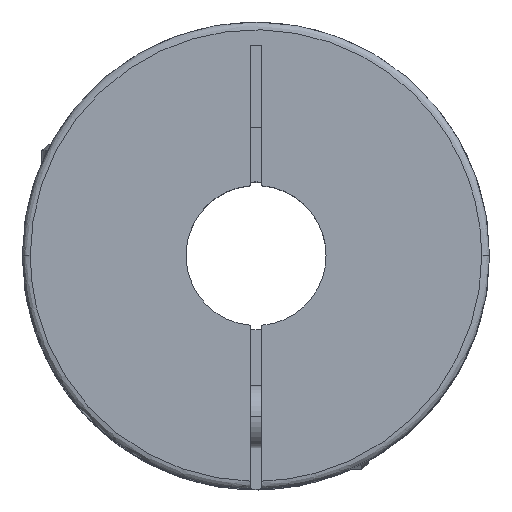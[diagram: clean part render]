
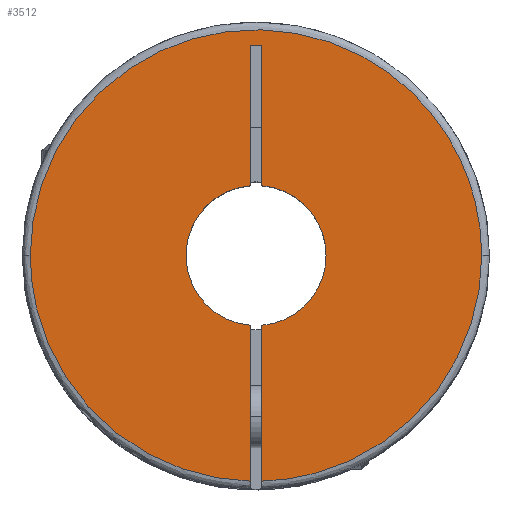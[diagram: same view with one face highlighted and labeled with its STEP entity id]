
A CAD part, top view. The second image highlights one B-rep face of the part: STEP entity #3512.
In plain terms, the highlighted planar face has unit normal (0, 0, 1).
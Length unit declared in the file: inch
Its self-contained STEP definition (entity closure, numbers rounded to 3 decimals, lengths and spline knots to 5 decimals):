
#39 = VECTOR ( 'NONE', #2870, 39.37008 ) ;
#59 = ORIENTED_EDGE ( 'NONE', *, *, #2635, .F. ) ;
#75 = VERTEX_POINT ( 'NONE', #3320 ) ;
#103 = DIRECTION ( 'NONE',  ( 1., 0., 0. ) ) ;
#186 = CARTESIAN_POINT ( 'NONE',  ( -0.02953, -0.3531, 0. ) ) ;
#196 = DIRECTION ( 'NONE',  ( 1., 0., 0. ) ) ;
#232 = AXIS2_PLACEMENT_3D ( 'NONE', #1771, #3026, #494 ) ;
#286 = CIRCLE ( 'NONE', #3500, 0.35433 ) ;
#411 = VERTEX_POINT ( 'NONE', #186 ) ;
#417 = VERTEX_POINT ( 'NONE', #3327 ) ;
#453 = CARTESIAN_POINT ( 'NONE',  ( 0.02953, 0.3531, 0. ) ) ;
#455 = LINE ( 'NONE', #3840, #568 ) ;
#485 = DIRECTION ( 'NONE',  ( 0., 0., 1. ) ) ;
#492 = PLANE ( 'NONE',  #1772 ) ;
#494 = DIRECTION ( 'NONE',  ( 1., 0., 0. ) ) ;
#497 = EDGE_LOOP ( 'NONE', ( #2350, #3108, #1848, #1531, #956, #2646, #1636, #2801, #947, #889, #59 ) ) ;
#568 = VECTOR ( 'NONE', #2904, 39.37008 ) ;
#705 = CIRCLE ( 'NONE', #2800, 0.35433 ) ;
#725 = LINE ( 'NONE', #2924, #2185 ) ;
#762 = DIRECTION ( 'NONE',  ( 0., 1., 0. ) ) ;
#889 = ORIENTED_EDGE ( 'NONE', *, *, #3582, .F. ) ;
#947 = ORIENTED_EDGE ( 'NONE', *, *, #3858, .F. ) ;
#956 = ORIENTED_EDGE ( 'NONE', *, *, #3431, .F. ) ;
#999 = CARTESIAN_POINT ( 'NONE',  ( 0.35433, 0., 0. ) ) ;
#1055 = CARTESIAN_POINT ( 'NONE',  ( -0.02953, -1.14135, 0. ) ) ;
#1063 = CARTESIAN_POINT ( 'NONE',  ( 0.02953, 0., 0. ) ) ;
#1128 = CARTESIAN_POINT ( 'NONE',  ( 0., 0., 0. ) ) ;
#1178 = EDGE_CURVE ( 'NONE', #1560, #2564, #705, .T. ) ;
#1367 = EDGE_CURVE ( 'NONE', #3817, #411, #2239, .T. ) ;
#1470 = VERTEX_POINT ( 'NONE', #1650 ) ;
#1522 = CARTESIAN_POINT ( 'NONE',  ( 0., 0., 0. ) ) ;
#1531 = ORIENTED_EDGE ( 'NONE', *, *, #2754, .T. ) ;
#1543 =( BOUNDED_CURVE ( )  B_SPLINE_CURVE ( 3, ( #3454, #3169, #1881, #3149 ),
 .UNSPECIFIED., .F., .F. ) 
 B_SPLINE_CURVE_WITH_KNOTS ( ( 4, 4 ),
 ( 0., 0.24792 ),
 .UNSPECIFIED. ) 
 CURVE ( )  GEOMETRIC_REPRESENTATION_ITEM ( )  RATIONAL_B_SPLINE_CURVE ( ( 1., 0.811, 0.811, 1. ) ) 
 REPRESENTATION_ITEM ( '' )  );
#1560 = VERTEX_POINT ( 'NONE', #3909 ) ;
#1636 = ORIENTED_EDGE ( 'NONE', *, *, #1178, .F. ) ;
#1649 = EDGE_CURVE ( 'NONE', #2564, #3559, #286, .T. ) ;
#1650 = CARTESIAN_POINT ( 'NONE',  ( 0.02953, 1.06299, 0. ) ) ;
#1702 = DIRECTION ( 'NONE',  ( 1., 0., 0. ) ) ;
#1736 = CARTESIAN_POINT ( 'NONE',  ( 0.02953, -1.14135, 0. ) ) ;
#1771 = CARTESIAN_POINT ( 'NONE',  ( 0., 0., 0. ) ) ;
#1772 = AXIS2_PLACEMENT_3D ( 'NONE', #1522, #3689, #3896 ) ;
#1848 = ORIENTED_EDGE ( 'NONE', *, *, #2755, .F. ) ;
#1881 = CARTESIAN_POINT ( 'NONE',  ( -1.14173, -0.65518, 0. ) ) ;
#1927 = CARTESIAN_POINT ( 'NONE',  ( 1.14173, 2.28346, 0. ) ) ;
#2069 = VERTEX_POINT ( 'NONE', #2201 ) ;
#2129 = CARTESIAN_POINT ( 'NONE',  ( 1.14173, 0., 0. ) ) ;
#2166 = LINE ( 'NONE', #2487, #39 ) ;
#2185 = VECTOR ( 'NONE', #103, 39.37008 ) ;
#2201 = CARTESIAN_POINT ( 'NONE',  ( -0.02953, 0.3531, 0. ) ) ;
#2239 = LINE ( 'NONE', #3441, #3207 ) ;
#2240 = CARTESIAN_POINT ( 'NONE',  ( 1.14173, 0., 0. ) ) ;
#2287 = CARTESIAN_POINT ( 'NONE',  ( 0., 0., 0. ) ) ;
#2350 = ORIENTED_EDGE ( 'NONE', *, *, #1367, .T. ) ;
#2487 = CARTESIAN_POINT ( 'NONE',  ( 0.02953, -1.1811, 0. ) ) ;
#2517 = DIRECTION ( 'NONE',  ( 0., 1., 0. ) ) ;
#2528 = VERTEX_POINT ( 'NONE', #1736 ) ;
#2561 = CARTESIAN_POINT ( 'NONE',  ( -1.14173, 2.28346, 0. ) ) ;
#2564 = VERTEX_POINT ( 'NONE', #999 ) ;
#2606 = EDGE_CURVE ( 'NONE', #1560, #2528, #2166, .T. ) ;
#2635 = EDGE_CURVE ( 'NONE', #3817, #75, #1543, .T. ) ;
#2646 = ORIENTED_EDGE ( 'NONE', *, *, #1649, .F. ) ;
#2665 =( BOUNDED_CURVE ( )  B_SPLINE_CURVE ( 3, ( #3178, #2561, #1927, #2240 ),
 .UNSPECIFIED., .F., .F. ) 
 B_SPLINE_CURVE_WITH_KNOTS ( ( 4, 4 ),
 ( 0.24792, 0.75208 ),
 .UNSPECIFIED. ) 
 CURVE ( )  GEOMETRIC_REPRESENTATION_ITEM ( )  RATIONAL_B_SPLINE_CURVE ( ( 1., 0.333, 0.333, 1. ) ) 
 REPRESENTATION_ITEM ( '' )  );
#2754 = EDGE_CURVE ( 'NONE', #3197, #1470, #725, .T. ) ;
#2755 = EDGE_CURVE ( 'NONE', #3197, #2069, #455, .T. ) ;
#2800 = AXIS2_PLACEMENT_3D ( 'NONE', #1128, #485, #196 ) ;
#2801 = ORIENTED_EDGE ( 'NONE', *, *, #2606, .T. ) ;
#2870 = DIRECTION ( 'NONE',  ( 0., -1., 0. ) ) ;
#2891 = EDGE_CURVE ( 'NONE', #2069, #411, #4031, .T. ) ;
#2904 = DIRECTION ( 'NONE',  ( 0., -1., 0. ) ) ;
#2924 = CARTESIAN_POINT ( 'NONE',  ( 0.02953, 1.06299, 0. ) ) ;
#3016 = CARTESIAN_POINT ( 'NONE',  ( 0.68448, -1.12441, 0. ) ) ;
#3026 = DIRECTION ( 'NONE',  ( 0., 0., 1. ) ) ;
#3077 = CARTESIAN_POINT ( 'NONE',  ( 0.02953, -1.14135, 0. ) ) ;
#3108 = ORIENTED_EDGE ( 'NONE', *, *, #2891, .F. ) ;
#3149 = CARTESIAN_POINT ( 'NONE',  ( -1.14173, 0., 0. ) ) ;
#3169 = CARTESIAN_POINT ( 'NONE',  ( -0.68448, -1.12441, 0. ) ) ;
#3178 = CARTESIAN_POINT ( 'NONE',  ( -1.14173, 0., 0. ) ) ;
#3197 = VERTEX_POINT ( 'NONE', #3903 ) ;
#3207 = VECTOR ( 'NONE', #2517, 39.37008 ) ;
#3320 = CARTESIAN_POINT ( 'NONE',  ( -1.14173, 0., 0. ) ) ;
#3327 = CARTESIAN_POINT ( 'NONE',  ( 1.14173, 0., 0. ) ) ;
#3400 = CARTESIAN_POINT ( 'NONE',  ( 1.14173, -0.65518, 0. ) ) ;
#3431 = EDGE_CURVE ( 'NONE', #3559, #1470, #3839, .T. ) ;
#3441 = CARTESIAN_POINT ( 'NONE',  ( -0.02953, 1.06299, 0. ) ) ;
#3454 = CARTESIAN_POINT ( 'NONE',  ( -0.02953, -1.14135, 0. ) ) ;
#3500 = AXIS2_PLACEMENT_3D ( 'NONE', #2287, #3555, #1702 ) ;
#3512 = ADVANCED_FACE ( 'NONE', ( #4038 ), #492, .F. ) ;
#3555 = DIRECTION ( 'NONE',  ( 0., 0., 1. ) ) ;
#3559 = VERTEX_POINT ( 'NONE', #453 ) ;
#3582 = EDGE_CURVE ( 'NONE', #75, #417, #2665, .T. ) ;
#3689 = DIRECTION ( 'NONE',  ( 0., 0., -1. ) ) ;
#3817 = VERTEX_POINT ( 'NONE', #1055 ) ;
#3839 = LINE ( 'NONE', #1063, #3885 ) ;
#3840 = CARTESIAN_POINT ( 'NONE',  ( -0.02953, 0., 0. ) ) ;
#3858 = EDGE_CURVE ( 'NONE', #417, #2528, #3892, .T. ) ;
#3885 = VECTOR ( 'NONE', #762, 39.37008 ) ;
#3892 =( BOUNDED_CURVE ( )  B_SPLINE_CURVE ( 3, ( #2129, #3400, #3016, #3077 ),
 .UNSPECIFIED., .F., .F. ) 
 B_SPLINE_CURVE_WITH_KNOTS ( ( 4, 4 ),
 ( 0.75208, 1. ),
 .UNSPECIFIED. ) 
 CURVE ( )  GEOMETRIC_REPRESENTATION_ITEM ( )  RATIONAL_B_SPLINE_CURVE ( ( 1., 0.811, 0.811, 1. ) ) 
 REPRESENTATION_ITEM ( '' )  );
#3896 = DIRECTION ( 'NONE',  ( -1., 0., 0. ) ) ;
#3903 = CARTESIAN_POINT ( 'NONE',  ( -0.02953, 1.06299, 0. ) ) ;
#3909 = CARTESIAN_POINT ( 'NONE',  ( 0.02953, -0.3531, 0. ) ) ;
#4031 = CIRCLE ( 'NONE', #232, 0.35433 ) ;
#4038 = FACE_OUTER_BOUND ( 'NONE', #497, .T. ) ;
